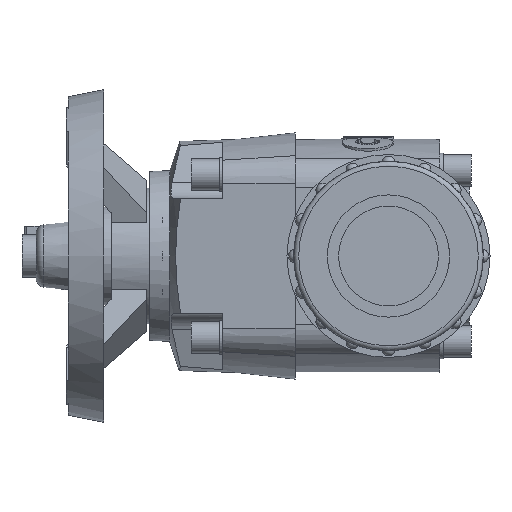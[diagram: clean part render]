
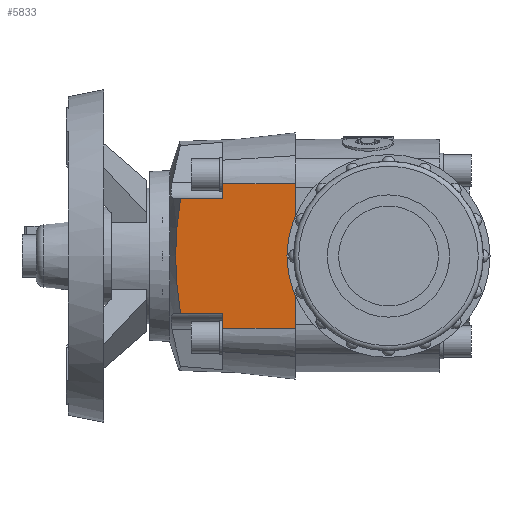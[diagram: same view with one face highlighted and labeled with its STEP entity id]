
A CAD part, left-side view. The second image highlights one B-rep face of the part: STEP entity #5833.
In plain terms, the highlighted planar face has unit normal (-0.998, 0.07, 0).
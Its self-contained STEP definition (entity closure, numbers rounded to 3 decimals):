
#91=(
BOUNDED_CURVE()
B_SPLINE_CURVE(2,(#9385,#9386,#9387),.UNSPECIFIED.,.F.,.F.)
B_SPLINE_CURVE_WITH_KNOTS((3,3),(-26.264,-19.807),
 .UNSPECIFIED.)
CURVE()
GEOMETRIC_REPRESENTATION_ITEM()
RATIONAL_B_SPLINE_CURVE((2.658,2.856,2.856))
REPRESENTATION_ITEM('')
);
#101=(
BOUNDED_CURVE()
B_SPLINE_CURVE(2,(#9498,#9499,#9500),.UNSPECIFIED.,.F.,.F.)
B_SPLINE_CURVE_WITH_KNOTS((3,3),(-19.807,-13.35),
 .UNSPECIFIED.)
CURVE()
GEOMETRIC_REPRESENTATION_ITEM()
RATIONAL_B_SPLINE_CURVE((2.856,2.856,2.658))
REPRESENTATION_ITEM('')
);
#255=PLANE('',#6547);
#565=LINE('',#11359,#914);
#579=LINE('',#11437,#928);
#584=LINE('',#11453,#933);
#585=LINE('',#11460,#934);
#590=LINE('',#11478,#939);
#592=LINE('',#11481,#941);
#600=LINE('',#11507,#949);
#914=VECTOR('',#8064,1.);
#928=VECTOR('',#8158,1.);
#933=VECTOR('',#8171,1.);
#934=VECTOR('',#8178,1.);
#939=VECTOR('',#8195,1.);
#941=VECTOR('',#8199,1.);
#949=VECTOR('',#8229,1.);
#1293=FACE_OUTER_BOUND('',#1658,.T.);
#1658=EDGE_LOOP('',(#5026,#5027,#5028,#5029,#5030,#5031,#5032,#5033,#5034));
#2265=VERTEX_POINT('',#9383);
#2266=VERTEX_POINT('',#9384);
#2281=VERTEX_POINT('',#9494);
#2662=VERTEX_POINT('',#11356);
#2663=VERTEX_POINT('',#11358);
#2684=VERTEX_POINT('',#11436);
#2688=VERTEX_POINT('',#11452);
#2690=VERTEX_POINT('',#11458);
#2691=VERTEX_POINT('',#11459);
#2847=EDGE_CURVE('',#2265,#2266,#91,.T.);
#2863=EDGE_CURVE('',#2266,#2281,#101,.T.);
#3455=EDGE_CURVE('',#2663,#2662,#565,.T.);
#3483=EDGE_CURVE('',#2684,#2265,#579,.T.);
#3490=EDGE_CURVE('',#2688,#2684,#584,.T.);
#3493=EDGE_CURVE('',#2690,#2691,#585,.T.);
#3502=EDGE_CURVE('',#2281,#2690,#590,.T.);
#3504=EDGE_CURVE('',#2663,#2691,#592,.T.);
#3516=EDGE_CURVE('',#2662,#2688,#600,.T.);
#5026=ORIENTED_EDGE('',*,*,#3483,.T.);
#5027=ORIENTED_EDGE('',*,*,#2847,.T.);
#5028=ORIENTED_EDGE('',*,*,#2863,.T.);
#5029=ORIENTED_EDGE('',*,*,#3502,.T.);
#5030=ORIENTED_EDGE('',*,*,#3493,.T.);
#5031=ORIENTED_EDGE('',*,*,#3504,.F.);
#5032=ORIENTED_EDGE('',*,*,#3455,.T.);
#5033=ORIENTED_EDGE('',*,*,#3516,.T.);
#5034=ORIENTED_EDGE('',*,*,#3490,.T.);
#5833=ADVANCED_FACE('',(#1293),#255,.T.);
#6547=AXIS2_PLACEMENT_3D('',#11508,#8230,#8231);
#8064=DIRECTION('',(0.,0.,1.));
#8158=DIRECTION('',(0.07,0.998,0.));
#8171=DIRECTION('',(0.,0.,-1.));
#8178=DIRECTION('',(0.,0.,-1.));
#8195=DIRECTION('',(-0.07,-0.998,0.));
#8199=DIRECTION('',(0.07,0.998,0.));
#8229=DIRECTION('',(0.07,0.998,0.));
#8230=DIRECTION('center_axis',(-0.998,0.07,0.));
#8231=DIRECTION('ref_axis',(0.,0.,1.));
#9383=CARTESIAN_POINT('',(-42.716,85.017,23.5));
#9384=CARTESIAN_POINT('',(-42.576,87.015,0.));
#9385=CARTESIAN_POINT('Ctrl Pts',(-42.716,85.017,23.5));
#9386=CARTESIAN_POINT('Ctrl Pts',(-42.576,87.015,10.939));
#9387=CARTESIAN_POINT('Ctrl Pts',(-42.576,87.015,0.));
#9494=CARTESIAN_POINT('',(-42.716,85.017,-23.5));
#9498=CARTESIAN_POINT('Ctrl Pts',(-42.576,87.015,0.));
#9499=CARTESIAN_POINT('Ctrl Pts',(-42.576,87.015,-10.939));
#9500=CARTESIAN_POINT('Ctrl Pts',(-42.716,85.017,-23.5));
#11356=CARTESIAN_POINT('',(-46.,38.05,29.441));
#11358=CARTESIAN_POINT('',(-46.,38.05,-29.441));
#11359=CARTESIAN_POINT('',(-46.,38.05,-29.441));
#11436=CARTESIAN_POINT('',(-43.92,67.799,23.5));
#11437=CARTESIAN_POINT('',(-42.878,82.69,23.5));
#11452=CARTESIAN_POINT('',(-43.92,67.799,29.441));
#11453=CARTESIAN_POINT('',(-43.92,67.799,33.958));
#11458=CARTESIAN_POINT('',(-43.92,67.799,-23.5));
#11459=CARTESIAN_POINT('',(-43.92,67.799,-29.441));
#11460=CARTESIAN_POINT('',(-43.92,67.799,-4.517));
#11478=CARTESIAN_POINT('',(-44.949,53.086,-23.5));
#11481=CARTESIAN_POINT('',(-46.,38.05,-29.441));
#11507=CARTESIAN_POINT('',(-46.,38.05,29.441));
#11508=CARTESIAN_POINT('Origin',(-46.,38.05,29.441));
